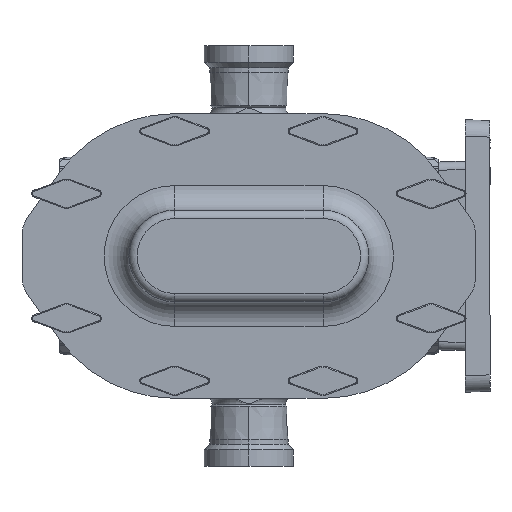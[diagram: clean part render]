
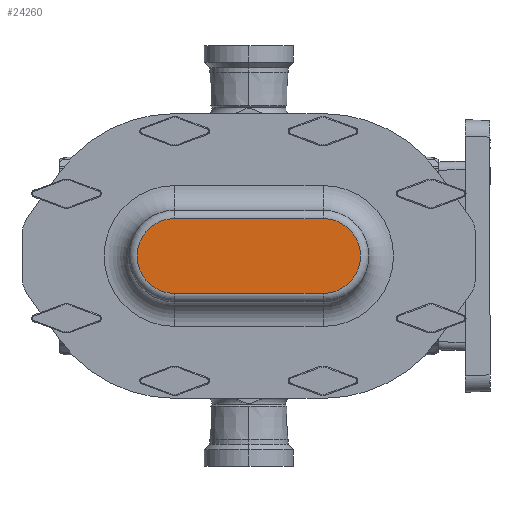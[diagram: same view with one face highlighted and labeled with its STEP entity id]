
A CAD part, left-side view. The second image highlights one B-rep face of the part: STEP entity #24260.
In plain terms, the highlighted planar face has unit normal (-1, 0, 0).
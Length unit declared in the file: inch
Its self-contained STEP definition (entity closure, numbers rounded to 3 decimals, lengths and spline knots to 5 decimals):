
#1638 = DIRECTION ( 'NONE',  ( -1., 0., 0. ) ) ;
#1745 = VERTEX_POINT ( 'NONE', #32927 ) ;
#2204 = EDGE_CURVE ( 'NONE', #1745, #35340, #28121, .T. ) ;
#4523 = DIRECTION ( 'NONE',  ( -1., 0., 0. ) ) ;
#5157 = CARTESIAN_POINT ( 'NONE',  ( -2.21, 2.25, 0. ) ) ;
#7909 = PLANE ( 'NONE',  #19817 ) ;
#8250 = ORIENTED_EDGE ( 'NONE', *, *, #10389, .T. ) ;
#9242 = ORIENTED_EDGE ( 'NONE', *, *, #38736, .T. ) ;
#9530 = LINE ( 'NONE', #30703, #24474 ) ;
#10389 = EDGE_CURVE ( 'NONE', #29058, #37220, #23799, .T. ) ;
#13229 = DIRECTION ( 'NONE',  ( 0., 0., 1. ) ) ;
#13865 = LINE ( 'NONE', #28012, #18744 ) ;
#14539 = CARTESIAN_POINT ( 'NONE',  ( -2.21, 2.25, -1.135 ) ) ;
#16170 = CARTESIAN_POINT ( 'NONE',  ( -2.21, -2.25, 0. ) ) ;
#16312 = DIRECTION ( 'NONE',  ( 0., 0., 1. ) ) ;
#17127 = DIRECTION ( 'NONE',  ( 0., 0., 1. ) ) ;
#18744 = VECTOR ( 'NONE', #25070, 39.37008 ) ;
#19817 = AXIS2_PLACEMENT_3D ( 'NONE', #5157, #25771, #17127 ) ;
#20953 = EDGE_LOOP ( 'NONE', ( #9242, #36833, #21640, #8250 ) ) ;
#21640 = ORIENTED_EDGE ( 'NONE', *, *, #34782, .T. ) ;
#21991 = CARTESIAN_POINT ( 'NONE',  ( -2.21, -2.25, -1.135 ) ) ;
#23775 = AXIS2_PLACEMENT_3D ( 'NONE', #16170, #1638, #13229 ) ;
#23799 = CIRCLE ( 'NONE', #23775, 1.135 ) ;
#24260 = ADVANCED_FACE ( 'NONE', ( #32013 ), #7909, .T. ) ;
#24474 = VECTOR ( 'NONE', #24654, 39.37008 ) ;
#24654 = DIRECTION ( 'NONE',  ( 0., 1., 0. ) ) ;
#25070 = DIRECTION ( 'NONE',  ( 0., -1., 0. ) ) ;
#25771 = DIRECTION ( 'NONE',  ( -1., 0., 0. ) ) ;
#28012 = CARTESIAN_POINT ( 'NONE',  ( -2.21, -2.25, -1.135 ) ) ;
#28121 = CIRCLE ( 'NONE', #31237, 1.135 ) ;
#29058 = VERTEX_POINT ( 'NONE', #21991 ) ;
#29968 = CARTESIAN_POINT ( 'NONE',  ( -2.21, -2.25, 1.135 ) ) ;
#30703 = CARTESIAN_POINT ( 'NONE',  ( -2.21, 2.25, 1.135 ) ) ;
#31237 = AXIS2_PLACEMENT_3D ( 'NONE', #38030, #4523, #16312 ) ;
#32013 = FACE_OUTER_BOUND ( 'NONE', #20953, .T. ) ;
#32927 = CARTESIAN_POINT ( 'NONE',  ( -2.21, 2.25, 1.135 ) ) ;
#34782 = EDGE_CURVE ( 'NONE', #35340, #29058, #13865, .T. ) ;
#35340 = VERTEX_POINT ( 'NONE', #14539 ) ;
#36833 = ORIENTED_EDGE ( 'NONE', *, *, #2204, .T. ) ;
#37220 = VERTEX_POINT ( 'NONE', #29968 ) ;
#38030 = CARTESIAN_POINT ( 'NONE',  ( -2.21, 2.25, 0. ) ) ;
#38736 = EDGE_CURVE ( 'NONE', #37220, #1745, #9530, .T. ) ;
